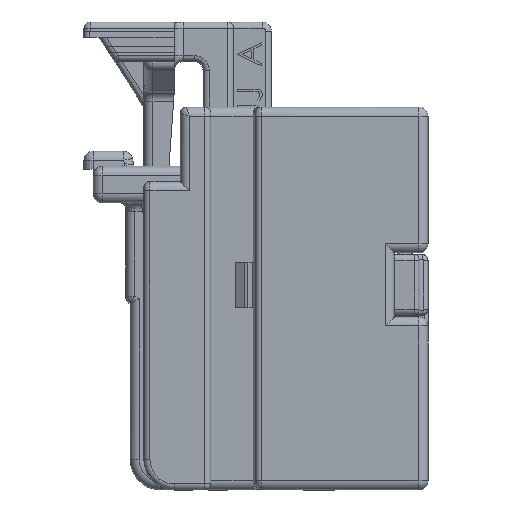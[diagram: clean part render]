
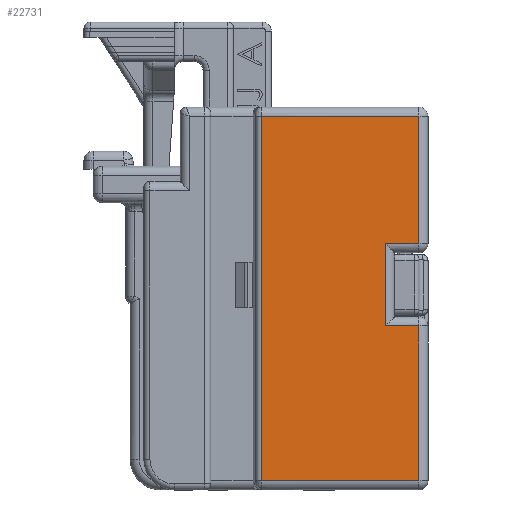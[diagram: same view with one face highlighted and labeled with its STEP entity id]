
A CAD part, left-side view. The second image highlights one B-rep face of the part: STEP entity #22731.
In plain terms, the highlighted planar face has unit normal (-1, 0, 0).
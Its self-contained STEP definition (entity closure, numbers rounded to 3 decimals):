
#783 = LINE ( 'NONE', #39245, #15294 ) ;
#1554 = AXIS2_PLACEMENT_3D ( 'NONE', #27667, #31364, #10606 ) ;
#2036 = VECTOR ( 'NONE', #30973, 1000. ) ;
#2167 = CARTESIAN_POINT ( 'NONE',  ( -1.957, 8.879, 4.648 ) ) ;
#2381 = DIRECTION ( 'NONE',  ( 0., 0., 1. ) ) ;
#3516 = LINE ( 'NONE', #23899, #9855 ) ;
#3553 = EDGE_CURVE ( 'NONE', #36733, #37788, #3516, .T. ) ;
#4252 = CARTESIAN_POINT ( 'NONE',  ( -1.957, 4.491, 9.748 ) ) ;
#7990 = DIRECTION ( 'NONE',  ( 0., 1., 0. ) ) ;
#8131 = VERTEX_POINT ( 'NONE', #12217 ) ;
#8350 = CARTESIAN_POINT ( 'NONE',  ( -1.957, 4.791, 9.748 ) ) ;
#8935 = ORIENTED_EDGE ( 'NONE', *, *, #3553, .T. ) ;
#9229 = DIRECTION ( 'NONE',  ( 0., 0., -1. ) ) ;
#9385 = LINE ( 'NONE', #23906, #40026 ) ;
#9563 = VERTEX_POINT ( 'NONE', #32858 ) ;
#9855 = VECTOR ( 'NONE', #10097, 1000. ) ;
#10097 = DIRECTION ( 'NONE',  ( 0., -1., 0. ) ) ;
#10606 = DIRECTION ( 'NONE',  ( 0., 0., 1. ) ) ;
#11478 = DIRECTION ( 'NONE',  ( 0., -1., 0. ) ) ;
#12217 = CARTESIAN_POINT ( 'NONE',  ( -1.957, 8.879, 16.648 ) ) ;
#12232 = CARTESIAN_POINT ( 'NONE',  ( -1.957, 8.879, -10.067 ) ) ;
#14909 = EDGE_CURVE ( 'NONE', #16647, #43641, #783, .T. ) ;
#15253 = EDGE_CURVE ( 'NONE', #16637, #8131, #16305, .T. ) ;
#15294 = VECTOR ( 'NONE', #11478, 1000. ) ;
#15395 = CARTESIAN_POINT ( 'NONE',  ( -1.957, 9.062, 16.648 ) ) ;
#15850 = VECTOR ( 'NONE', #7990, 1000. ) ;
#16305 = LINE ( 'NONE', #15395, #34640 ) ;
#16637 = VERTEX_POINT ( 'NONE', #25020 ) ;
#16647 = VERTEX_POINT ( 'NONE', #43041 ) ;
#16878 = LINE ( 'NONE', #23803, #2036 ) ;
#17637 = ORIENTED_EDGE ( 'NONE', *, *, #28405, .T. ) ;
#18869 = ORIENTED_EDGE ( 'NONE', *, *, #15253, .T. ) ;
#19839 = CARTESIAN_POINT ( 'NONE',  ( -1.957, 3.691, 12.448 ) ) ;
#20494 = FACE_OUTER_BOUND ( 'NONE', #35364, .T. ) ;
#20516 = VECTOR ( 'NONE', #39851, 1000. ) ;
#22145 = ORIENTED_EDGE ( 'NONE', *, *, #33579, .T. ) ;
#22731 = ADVANCED_FACE ( 'NONE', ( #20494 ), #31586, .T. ) ;
#23803 = CARTESIAN_POINT ( 'NONE',  ( -1.957, 3.691, -10.067 ) ) ;
#23899 = CARTESIAN_POINT ( 'NONE',  ( -1.957, 3.391, 4.648 ) ) ;
#23906 = CARTESIAN_POINT ( 'NONE',  ( -1.957, 3.691, -10.067 ) ) ;
#24371 = ORIENTED_EDGE ( 'NONE', *, *, #45410, .T. ) ;
#25020 = CARTESIAN_POINT ( 'NONE',  ( -1.957, 3.691, 16.648 ) ) ;
#25910 = VERTEX_POINT ( 'NONE', #8350 ) ;
#25952 = LINE ( 'NONE', #43269, #20516 ) ;
#27057 = EDGE_CURVE ( 'NONE', #8131, #36733, #40898, .T. ) ;
#27667 = CARTESIAN_POINT ( 'NONE',  ( -1.957, 9.062, -10.067 ) ) ;
#28405 = EDGE_CURVE ( 'NONE', #25910, #16647, #25952, .T. ) ;
#30973 = DIRECTION ( 'NONE',  ( 0., 0., 1. ) ) ;
#30996 = EDGE_CURVE ( 'NONE', #37788, #9563, #9385, .T. ) ;
#31364 = DIRECTION ( 'NONE',  ( -1., 0., 0. ) ) ;
#31586 = PLANE ( 'NONE',  #1554 ) ;
#32233 = ORIENTED_EDGE ( 'NONE', *, *, #14909, .T. ) ;
#32404 = CARTESIAN_POINT ( 'NONE',  ( -1.957, 3.691, 4.648 ) ) ;
#32858 = CARTESIAN_POINT ( 'NONE',  ( -1.957, 3.691, 9.748 ) ) ;
#33579 = EDGE_CURVE ( 'NONE', #9563, #25910, #42437, .T. ) ;
#34611 = ORIENTED_EDGE ( 'NONE', *, *, #27057, .T. ) ;
#34640 = VECTOR ( 'NONE', #36690, 1000. ) ;
#35248 = VECTOR ( 'NONE', #9229, 1000. ) ;
#35364 = EDGE_LOOP ( 'NONE', ( #18869, #34611, #8935, #45429, #22145, #17637, #32233, #24371 ) ) ;
#36690 = DIRECTION ( 'NONE',  ( 0., 1., 0. ) ) ;
#36733 = VERTEX_POINT ( 'NONE', #2167 ) ;
#37788 = VERTEX_POINT ( 'NONE', #32404 ) ;
#39245 = CARTESIAN_POINT ( 'NONE',  ( -1.957, 3.391, 12.448 ) ) ;
#39851 = DIRECTION ( 'NONE',  ( 0., 0., 1. ) ) ;
#40026 = VECTOR ( 'NONE', #2381, 1000. ) ;
#40898 = LINE ( 'NONE', #12232, #35248 ) ;
#42437 = LINE ( 'NONE', #4252, #15850 ) ;
#43041 = CARTESIAN_POINT ( 'NONE',  ( -1.957, 4.791, 12.448 ) ) ;
#43269 = CARTESIAN_POINT ( 'NONE',  ( -1.957, 4.791, -10.067 ) ) ;
#43641 = VERTEX_POINT ( 'NONE', #19839 ) ;
#45410 = EDGE_CURVE ( 'NONE', #43641, #16637, #16878, .T. ) ;
#45429 = ORIENTED_EDGE ( 'NONE', *, *, #30996, .T. ) ;
